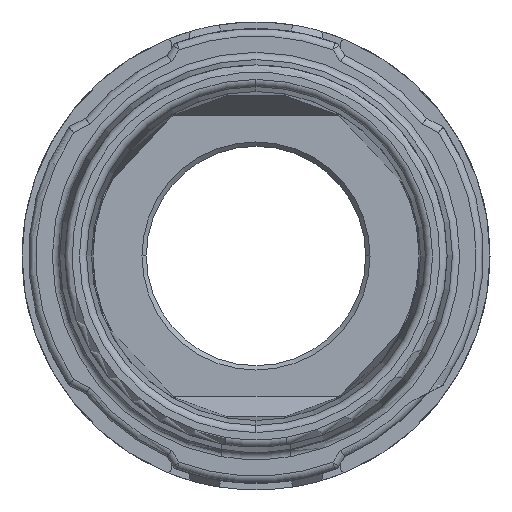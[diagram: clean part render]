
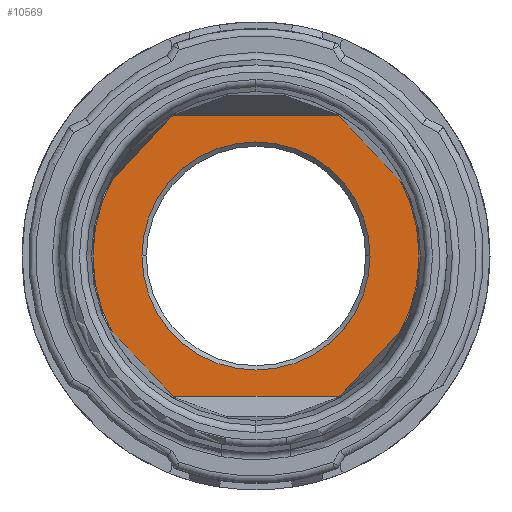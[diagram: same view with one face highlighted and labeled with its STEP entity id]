
A CAD part, front view. The second image highlights one B-rep face of the part: STEP entity #10569.
In plain terms, the highlighted planar face has unit normal (0, -1, 0).
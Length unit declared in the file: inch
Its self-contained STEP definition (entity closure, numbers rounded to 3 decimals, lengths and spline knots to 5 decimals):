
#3707=DIRECTION('',(1.,0.,0.));
#3708=VECTOR('',#3707,0.44655);
#3709=CARTESIAN_POINT('',(-0.22328,-0.10433,
0.37795));
#3710=LINE('',#3709,#3708);
#3711=CARTESIAN_POINT('',(0.,-0.10433,0.));
#3712=DIRECTION('',(0.,1.,0.));
#3713=DIRECTION('',(0.509,0.,0.861));
#3714=AXIS2_PLACEMENT_3D('',#3711,#3712,#3713);
#3716=CARTESIAN_POINT('',(0.,-0.10433,0.));
#3717=DIRECTION('',(0.,1.,0.));
#3718=DIRECTION('',(1.,0.,0.));
#3719=AXIS2_PLACEMENT_3D('',#3716,#3717,#3718);
#3721=DIRECTION('',(-1.,0.,0.));
#3722=VECTOR('',#3721,0.44655);
#3723=CARTESIAN_POINT('',(0.22328,-0.10433,
-0.37795));
#3724=LINE('',#3723,#3722);
#3725=CARTESIAN_POINT('',(0.,-0.10433,0.));
#3726=DIRECTION('',(0.,1.,0.));
#3727=DIRECTION('',(-0.509,0.,-0.861));
#3728=AXIS2_PLACEMENT_3D('',#3725,#3726,#3727);
#3730=CARTESIAN_POINT('',(0.,-0.10433,0.));
#3731=DIRECTION('',(0.,1.,0.));
#3732=DIRECTION('',(-1.,0.,0.));
#3733=AXIS2_PLACEMENT_3D('',#3730,#3731,#3732);
#3735=CARTESIAN_POINT('',(0.,-0.10433,0.));
#3736=DIRECTION('',(0.,-1.,0.));
#3737=DIRECTION('',(1.,0.,0.));
#3738=AXIS2_PLACEMENT_3D('',#3735,#3736,#3737);
#3740=CARTESIAN_POINT('',(0.,-0.10433,0.));
#3741=DIRECTION('',(0.,-1.,0.));
#3742=DIRECTION('',(0.,0.,1.));
#3743=AXIS2_PLACEMENT_3D('',#3740,#3741,#3742);
#3745=CARTESIAN_POINT('',(0.,-0.10433,0.));
#3746=DIRECTION('',(0.,-1.,0.));
#3747=DIRECTION('',(-1.,0.,0.));
#3748=AXIS2_PLACEMENT_3D('',#3745,#3746,#3747);
#3750=CARTESIAN_POINT('',(0.,-0.10433,0.));
#3751=DIRECTION('',(0.,-1.,0.));
#3752=DIRECTION('',(0.,0.,-1.));
#3753=AXIS2_PLACEMENT_3D('',#3750,#3751,#3752);
#5516=CARTESIAN_POINT('',(0.,-0.10433,
-0.30709));
#5517=CARTESIAN_POINT('',(0.30709,-0.10433,
0.));
#5518=VERTEX_POINT('',#5516);
#5519=VERTEX_POINT('',#5517);
#5520=CARTESIAN_POINT('',(-0.30709,-0.10433,
0.));
#5521=VERTEX_POINT('',#5520);
#5522=CARTESIAN_POINT('',(-0.22328,-0.10433,
0.37795));
#5523=CARTESIAN_POINT('',(0.22328,-0.10433,
0.37795));
#5524=VERTEX_POINT('',#5522);
#5525=VERTEX_POINT('',#5523);
#5526=CARTESIAN_POINT('',(0.43898,-0.10433,0.));
#5527=VERTEX_POINT('',#5526);
#5528=CARTESIAN_POINT('',(0.22328,-0.10433,
-0.37795));
#5529=VERTEX_POINT('',#5528);
#5530=CARTESIAN_POINT('',(-0.22328,-0.10433,
-0.37795));
#5531=VERTEX_POINT('',#5530);
#5532=CARTESIAN_POINT('',(-0.43898,-0.10433,0.));
#5533=VERTEX_POINT('',#5532);
#5534=CARTESIAN_POINT('',(0.,-0.10433,
0.30709));
#5535=VERTEX_POINT('',#5534);
#10542=CARTESIAN_POINT('',(0.,-0.10433,0.));
#10543=DIRECTION('',(0.,-1.,0.));
#10544=DIRECTION('',(0.,0.,1.));
#10545=AXIS2_PLACEMENT_3D('',#10542,#10543,#10544);
#10546=PLANE('',#10545);
#10548=ORIENTED_EDGE('',*,*,#10547,.T.);
#10550=ORIENTED_EDGE('',*,*,#10549,.T.);
#10552=ORIENTED_EDGE('',*,*,#10551,.T.);
#10554=ORIENTED_EDGE('',*,*,#10553,.T.);
#10556=ORIENTED_EDGE('',*,*,#10555,.T.);
#10558=ORIENTED_EDGE('',*,*,#10557,.T.);
#10559=EDGE_LOOP('',(#10548,#10550,#10552,#10554,#10556,#10558));
#10560=FACE_OUTER_BOUND('',#10559,.F.);
#10562=ORIENTED_EDGE('',*,*,#10561,.T.);
#10564=ORIENTED_EDGE('',*,*,#10563,.T.);
#10565=ORIENTED_EDGE('',*,*,#10531,.T.);
#10566=ORIENTED_EDGE('',*,*,#10529,.T.);
#10567=EDGE_LOOP('',(#10562,#10564,#10565,#10566));
#10568=FACE_BOUND('',#10567,.F.);
#10569=ADVANCED_FACE('',(#10560,#10568),#10546,.T.);
#3715=CIRCLE('',#3714,0.43898);
#3720=CIRCLE('',#3719,0.43898);
#3729=CIRCLE('',#3728,0.43898);
#3734=CIRCLE('',#3733,0.43898);
#3739=CIRCLE('',#3738,0.30709);
#3744=CIRCLE('',#3743,0.30709);
#3749=CIRCLE('',#3748,0.30709);
#3754=CIRCLE('',#3753,0.30709);
#10529=EDGE_CURVE('',#5518,#5519,#3754,.T.);
#10531=EDGE_CURVE('',#5521,#5518,#3749,.T.);
#10547=EDGE_CURVE('',#5524,#5525,#3710,.T.);
#10549=EDGE_CURVE('',#5525,#5527,#3715,.T.);
#10551=EDGE_CURVE('',#5527,#5529,#3720,.T.);
#10553=EDGE_CURVE('',#5529,#5531,#3724,.T.);
#10555=EDGE_CURVE('',#5531,#5533,#3729,.T.);
#10557=EDGE_CURVE('',#5533,#5524,#3734,.T.);
#10561=EDGE_CURVE('',#5519,#5535,#3739,.T.);
#10563=EDGE_CURVE('',#5535,#5521,#3744,.T.);
